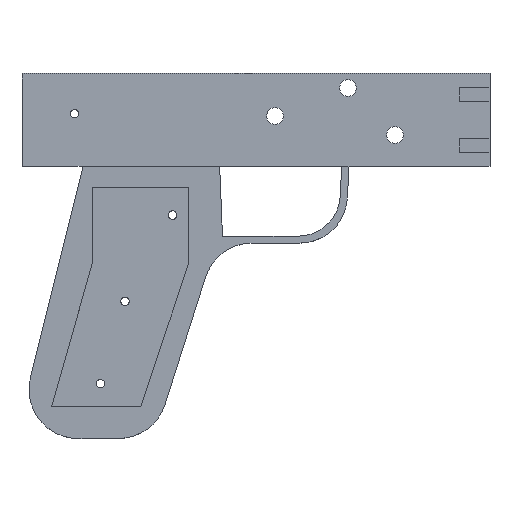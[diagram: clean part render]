
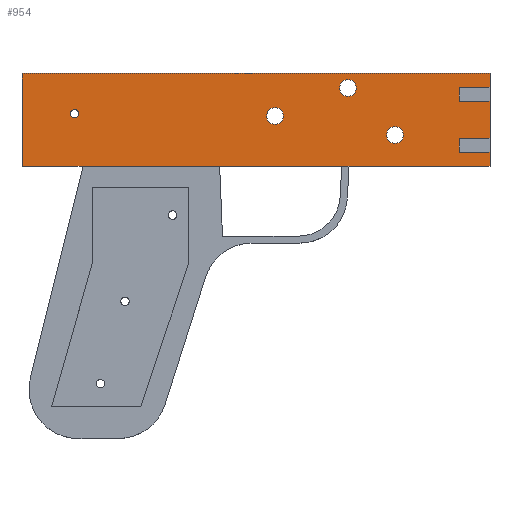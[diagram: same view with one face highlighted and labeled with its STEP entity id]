
A CAD part, top view. The second image highlights one B-rep face of the part: STEP entity #954.
In plain terms, the highlighted planar face has unit normal (0, 0, 1).
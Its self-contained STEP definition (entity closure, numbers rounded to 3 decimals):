
#28=FACE_BOUND('',#103,.T.);
#29=FACE_BOUND('',#104,.T.);
#30=FACE_BOUND('',#105,.T.);
#31=FACE_BOUND('',#106,.T.);
#52=FACE_OUTER_BOUND('',#102,.T.);
#102=EDGE_LOOP('',(#688,#689,#690,#691,#692,#693,#694,#695,#696,#697,#698,
#699,#700,#701,#702,#703,#704,#705,#706));
#103=EDGE_LOOP('',(#707));
#104=EDGE_LOOP('',(#708));
#105=EDGE_LOOP('',(#709));
#106=EDGE_LOOP('',(#710));
#174=LINE('',#1391,#287);
#178=LINE('',#1399,#291);
#181=LINE('',#1405,#294);
#185=LINE('',#1414,#298);
#189=LINE('',#1422,#302);
#192=LINE('',#1428,#305);
#196=LINE('',#1436,#309);
#197=LINE('',#1438,#310);
#198=LINE('',#1440,#311);
#199=LINE('',#1442,#312);
#200=LINE('',#1444,#313);
#201=LINE('',#1446,#314);
#202=LINE('',#1448,#315);
#203=LINE('',#1450,#316);
#204=LINE('',#1452,#317);
#205=LINE('',#1454,#318);
#206=LINE('',#1456,#319);
#207=LINE('',#1457,#320);
#208=LINE('',#1458,#321);
#287=VECTOR('',#1114,10.);
#291=VECTOR('',#1120,10.);
#294=VECTOR('',#1125,10.);
#298=VECTOR('',#1133,10.);
#302=VECTOR('',#1139,10.);
#305=VECTOR('',#1144,10.);
#309=VECTOR('',#1152,10.);
#310=VECTOR('',#1153,10.);
#311=VECTOR('',#1154,10.);
#312=VECTOR('',#1155,10.);
#313=VECTOR('',#1156,10.);
#314=VECTOR('',#1157,10.);
#315=VECTOR('',#1158,10.);
#316=VECTOR('',#1159,10.);
#317=VECTOR('',#1160,10.);
#318=VECTOR('',#1161,10.);
#319=VECTOR('',#1162,10.);
#320=VECTOR('',#1163,10.);
#321=VECTOR('',#1164,10.);
#388=CIRCLE('',#1023,3.);
#389=CIRCLE('',#1024,3.);
#390=CIRCLE('',#1025,3.);
#391=CIRCLE('',#1026,1.5);
#429=VERTEX_POINT('',#1389);
#430=VERTEX_POINT('',#1390);
#433=VERTEX_POINT('',#1398);
#435=VERTEX_POINT('',#1404);
#437=VERTEX_POINT('',#1412);
#438=VERTEX_POINT('',#1413);
#441=VERTEX_POINT('',#1421);
#443=VERTEX_POINT('',#1427);
#445=VERTEX_POINT('',#1435);
#446=VERTEX_POINT('',#1437);
#447=VERTEX_POINT('',#1439);
#448=VERTEX_POINT('',#1441);
#449=VERTEX_POINT('',#1443);
#450=VERTEX_POINT('',#1445);
#451=VERTEX_POINT('',#1447);
#452=VERTEX_POINT('',#1449);
#453=VERTEX_POINT('',#1451);
#454=VERTEX_POINT('',#1453);
#455=VERTEX_POINT('',#1455);
#456=VERTEX_POINT('',#1459);
#457=VERTEX_POINT('',#1461);
#458=VERTEX_POINT('',#1463);
#459=VERTEX_POINT('',#1465);
#519=EDGE_CURVE('',#429,#430,#174,.T.);
#523=EDGE_CURVE('',#433,#429,#178,.T.);
#526=EDGE_CURVE('',#435,#433,#181,.T.);
#530=EDGE_CURVE('',#437,#438,#185,.T.);
#534=EDGE_CURVE('',#441,#437,#189,.T.);
#537=EDGE_CURVE('',#438,#443,#192,.T.);
#541=EDGE_CURVE('',#430,#445,#196,.T.);
#542=EDGE_CURVE('',#446,#445,#197,.T.);
#543=EDGE_CURVE('',#447,#446,#198,.T.);
#544=EDGE_CURVE('',#448,#447,#199,.T.);
#545=EDGE_CURVE('',#449,#448,#200,.T.);
#546=EDGE_CURVE('',#450,#449,#201,.T.);
#547=EDGE_CURVE('',#451,#450,#202,.T.);
#548=EDGE_CURVE('',#452,#451,#203,.T.);
#549=EDGE_CURVE('',#453,#452,#204,.T.);
#550=EDGE_CURVE('',#454,#453,#205,.T.);
#551=EDGE_CURVE('',#455,#454,#206,.T.);
#552=EDGE_CURVE('',#455,#441,#207,.T.);
#553=EDGE_CURVE('',#443,#435,#208,.T.);
#554=EDGE_CURVE('',#456,#456,#388,.T.);
#555=EDGE_CURVE('',#457,#457,#389,.T.);
#556=EDGE_CURVE('',#458,#458,#390,.T.);
#557=EDGE_CURVE('',#459,#459,#391,.T.);
#688=ORIENTED_EDGE('',*,*,#526,.T.);
#689=ORIENTED_EDGE('',*,*,#523,.T.);
#690=ORIENTED_EDGE('',*,*,#519,.T.);
#691=ORIENTED_EDGE('',*,*,#541,.T.);
#692=ORIENTED_EDGE('',*,*,#542,.F.);
#693=ORIENTED_EDGE('',*,*,#543,.F.);
#694=ORIENTED_EDGE('',*,*,#544,.F.);
#695=ORIENTED_EDGE('',*,*,#545,.F.);
#696=ORIENTED_EDGE('',*,*,#546,.F.);
#697=ORIENTED_EDGE('',*,*,#547,.F.);
#698=ORIENTED_EDGE('',*,*,#548,.F.);
#699=ORIENTED_EDGE('',*,*,#549,.F.);
#700=ORIENTED_EDGE('',*,*,#550,.F.);
#701=ORIENTED_EDGE('',*,*,#551,.F.);
#702=ORIENTED_EDGE('',*,*,#552,.T.);
#703=ORIENTED_EDGE('',*,*,#534,.T.);
#704=ORIENTED_EDGE('',*,*,#530,.T.);
#705=ORIENTED_EDGE('',*,*,#537,.T.);
#706=ORIENTED_EDGE('',*,*,#553,.T.);
#707=ORIENTED_EDGE('',*,*,#554,.F.);
#708=ORIENTED_EDGE('',*,*,#555,.F.);
#709=ORIENTED_EDGE('',*,*,#556,.F.);
#710=ORIENTED_EDGE('',*,*,#557,.T.);
#917=PLANE('',#1022);
#954=ADVANCED_FACE('',(#52,#28,#29,#30,#31),#917,.F.);
#1022=AXIS2_PLACEMENT_3D('',#1434,#1150,#1151);
#1023=AXIS2_PLACEMENT_3D('',#1460,#1165,#1166);
#1024=AXIS2_PLACEMENT_3D('',#1462,#1167,#1168);
#1025=AXIS2_PLACEMENT_3D('',#1464,#1169,#1170);
#1026=AXIS2_PLACEMENT_3D('',#1466,#1171,#1172);
#1114=DIRECTION('',(1.,0.,0.));
#1120=DIRECTION('',(0.,1.,0.));
#1125=DIRECTION('',(-1.,0.,0.));
#1133=DIRECTION('',(0.,1.,0.));
#1139=DIRECTION('',(-1.,0.,0.));
#1144=DIRECTION('',(1.,0.,0.));
#1150=DIRECTION('center_axis',(0.,0.,
-1.));
#1151=DIRECTION('ref_axis',(-1.,0.,0.));
#1152=DIRECTION('',(0.,1.,0.));
#1153=DIRECTION('',(1.,0.,0.));
#1154=DIRECTION('',(0.,1.,0.));
#1155=DIRECTION('',(-1.,0.,0.));
#1156=DIRECTION('',(0.,1.,0.));
#1157=DIRECTION('',(-1.,0.,0.));
#1158=DIRECTION('',(-1.,0.,0.));
#1159=DIRECTION('',(-1.,0.,0.));
#1160=DIRECTION('',(-1.,0.,0.));
#1161=DIRECTION('',(-1.,0.,0.));
#1162=DIRECTION('',(-1.,0.,0.));
#1163=DIRECTION('',(0.,1.,0.));
#1164=DIRECTION('',(0.,1.,0.));
#1165=DIRECTION('center_axis',(0.,0.,
1.));
#1166=DIRECTION('ref_axis',(1.,0.,0.));
#1167=DIRECTION('center_axis',(0.,0.,
1.));
#1168=DIRECTION('ref_axis',(1.,0.,0.));
#1169=DIRECTION('center_axis',(0.,0.,
1.));
#1170=DIRECTION('ref_axis',(1.,0.,0.));
#1171=DIRECTION('center_axis',(0.,0.,
-1.));
#1172=DIRECTION('ref_axis',(-1.,0.,0.));
#1389=CARTESIAN_POINT('',(288.2,-152.637,0.5));
#1390=CARTESIAN_POINT('',(299.2,-152.637,0.5));
#1391=CARTESIAN_POINT('',(270.522,-152.637,0.5));
#1398=CARTESIAN_POINT('',(288.2,-157.637,0.5));
#1399=CARTESIAN_POINT('',(288.2,-161.437,0.5));
#1404=CARTESIAN_POINT('',(299.2,-157.637,0.5));
#1405=CARTESIAN_POINT('',(276.022,-157.637,0.5));
#1412=CARTESIAN_POINT('',(288.2,-175.837,0.5));
#1413=CARTESIAN_POINT('',(288.2,-170.837,0.5));
#1414=CARTESIAN_POINT('',(288.2,-170.537,0.5));
#1421=CARTESIAN_POINT('',(299.2,-175.837,0.5));
#1422=CARTESIAN_POINT('',(276.022,-175.837,0.5));
#1427=CARTESIAN_POINT('',(299.2,-170.837,0.5));
#1428=CARTESIAN_POINT('',(270.522,-170.837,0.5));
#1434=CARTESIAN_POINT('Origin',(252.843,-165.237,0.5));
#1435=CARTESIAN_POINT('',(299.2,-147.637,0.5));
#1436=CARTESIAN_POINT('',(299.2,-195.818,0.5));
#1437=CARTESIAN_POINT('',(132.043,-147.637,0.5));
#1438=CARTESIAN_POINT('',(318.343,-147.637,0.5));
#1439=CARTESIAN_POINT('',(132.043,-149.637,0.5));
#1440=CARTESIAN_POINT('',(132.043,-150.387,0.5));
#1441=CARTESIAN_POINT('',(132.243,-149.637,0.5));
#1442=CARTESIAN_POINT('',(166.043,-149.637,0.5));
#1443=CARTESIAN_POINT('',(132.243,-180.837,0.5));
#1444=CARTESIAN_POINT('',(132.243,-151.387,0.5));
#1445=CARTESIAN_POINT('',(153.843,-180.837,0.5));
#1446=CARTESIAN_POINT('',(201.043,-180.837,0.5));
#1447=CARTESIAN_POINT('',(157.243,-180.837,0.5));
#1448=CARTESIAN_POINT('',(202.643,-180.837,0.5));
#1449=CARTESIAN_POINT('',(202.643,-180.837,0.5));
#1450=CARTESIAN_POINT('',(380.443,-180.837,0.5));
#1451=CARTESIAN_POINT('',(246.243,-180.837,0.5));
#1452=CARTESIAN_POINT('',(380.443,-180.837,0.5));
#1453=CARTESIAN_POINT('',(248.843,-180.837,0.5));
#1454=CARTESIAN_POINT('',(380.443,-180.837,0.5));
#1455=CARTESIAN_POINT('',(299.2,-180.837,0.5));
#1456=CARTESIAN_POINT('',(380.443,-180.837,0.5));
#1457=CARTESIAN_POINT('',(299.2,-195.818,0.5));
#1458=CARTESIAN_POINT('',(299.2,-195.818,0.5));
#1459=CARTESIAN_POINT('',(262.243,-169.637,0.5));
#1460=CARTESIAN_POINT('Origin',(265.243,-169.637,0.5));
#1461=CARTESIAN_POINT('',(245.443,-152.837,0.5));
#1462=CARTESIAN_POINT('Origin',(248.443,-152.837,0.5));
#1463=CARTESIAN_POINT('',(219.443,-162.837,0.5));
#1464=CARTESIAN_POINT('Origin',(222.443,-162.837,0.5));
#1465=CARTESIAN_POINT('',(152.343,-162.037,0.5));
#1466=CARTESIAN_POINT('Origin',(150.843,-162.037,0.5));
